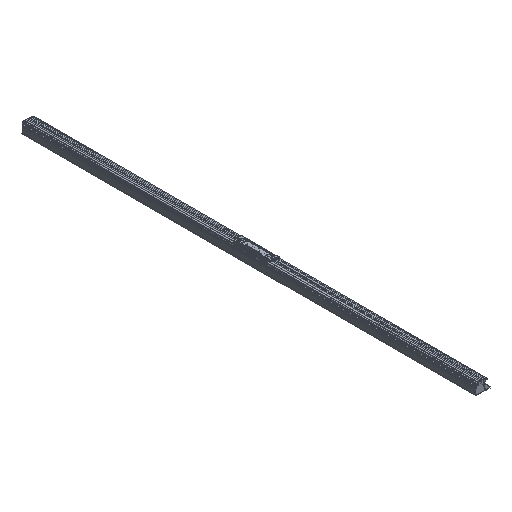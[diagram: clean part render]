
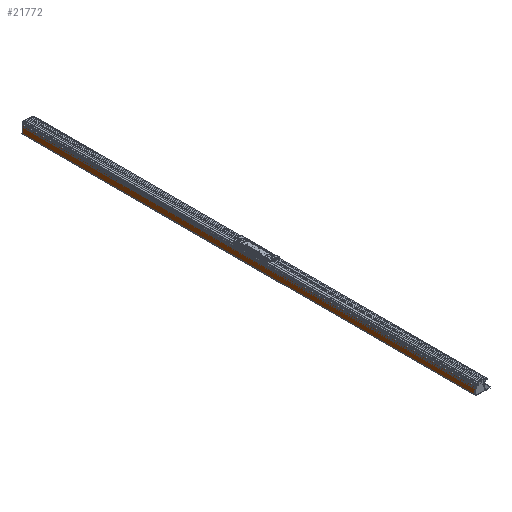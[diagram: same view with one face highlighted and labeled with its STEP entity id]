
A CAD part, isometric view. The second image highlights one B-rep face of the part: STEP entity #21772.
In plain terms, the highlighted planar face has unit normal (-1, 0, 0).
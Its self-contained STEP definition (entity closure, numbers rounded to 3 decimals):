
#7371 = CARTESIAN_POINT ( 'NONE',  ( -28.6, -1500., 0.7 ) ) ;
#9069 = CARTESIAN_POINT ( 'NONE',  ( -28.6, -1500., 52.939 ) ) ;
#21772 = ADVANCED_FACE ( 'NONE', ( #70809 ), #168671, .F. ) ;
#24233 = EDGE_CURVE ( 'NONE', #124813, #191275, #208952, .T. ) ;
#27198 = VECTOR ( 'NONE', #87067, 1000. ) ;
#33641 = VERTEX_POINT ( 'NONE', #152648 ) ;
#37260 = ORIENTED_EDGE ( 'NONE', *, *, #24233, .T. ) ;
#37651 = LINE ( 'NONE', #168861, #27198 ) ;
#38533 = DIRECTION ( 'NONE',  ( 0., 0., 1. ) ) ;
#39014 = AXIS2_PLACEMENT_3D ( 'NONE', #7371, #185855, #38533 ) ;
#44619 = CARTESIAN_POINT ( 'NONE',  ( -28.6, -1500., 52.939 ) ) ;
#56255 = ORIENTED_EDGE ( 'NONE', *, *, #70904, .F. ) ;
#60645 = DIRECTION ( 'NONE',  ( 0., 1., 0. ) ) ;
#70809 = FACE_OUTER_BOUND ( 'NONE', #104386, .T. ) ;
#70904 = EDGE_CURVE ( 'NONE', #124813, #194873, #37651, .T. ) ;
#73822 = CARTESIAN_POINT ( 'NONE',  ( -28.6, -1500., 5.944 ) ) ;
#81009 = ORIENTED_EDGE ( 'NONE', *, *, #107601, .F. ) ;
#87067 = DIRECTION ( 'NONE',  ( 0., 0., -1. ) ) ;
#89884 = LINE ( 'NONE', #73822, #112934 ) ;
#93130 = CARTESIAN_POINT ( 'NONE',  ( -28.6, -1500., 5.944 ) ) ;
#104386 = EDGE_LOOP ( 'NONE', ( #153144, #81009, #56255, #37260 ) ) ;
#107601 = EDGE_CURVE ( 'NONE', #194873, #33641, #89884, .T. ) ;
#108167 = DIRECTION ( 'NONE',  ( 0., 1., 0. ) ) ;
#112934 = VECTOR ( 'NONE', #108167, 1000. ) ;
#124813 = VERTEX_POINT ( 'NONE', #44619 ) ;
#125913 = LINE ( 'NONE', #210754, #158244 ) ;
#127581 = EDGE_CURVE ( 'NONE', #191275, #33641, #125913, .T. ) ;
#152648 = CARTESIAN_POINT ( 'NONE',  ( -28.6, 1500., 5.944 ) ) ;
#153144 = ORIENTED_EDGE ( 'NONE', *, *, #127581, .T. ) ;
#158244 = VECTOR ( 'NONE', #191528, 1000. ) ;
#168671 = PLANE ( 'NONE',  #39014 ) ;
#168861 = CARTESIAN_POINT ( 'NONE',  ( -28.6, -1500., 0.7 ) ) ;
#185855 = DIRECTION ( 'NONE',  ( 1., 0., 0. ) ) ;
#191275 = VERTEX_POINT ( 'NONE', #212173 ) ;
#191528 = DIRECTION ( 'NONE',  ( 0., 0., -1. ) ) ;
#194873 = VERTEX_POINT ( 'NONE', #93130 ) ;
#196063 = VECTOR ( 'NONE', #60645, 1000. ) ;
#208952 = LINE ( 'NONE', #9069, #196063 ) ;
#210754 = CARTESIAN_POINT ( 'NONE',  ( -28.6, 1500., 0.7 ) ) ;
#212173 = CARTESIAN_POINT ( 'NONE',  ( -28.6, 1500., 52.939 ) ) ;
